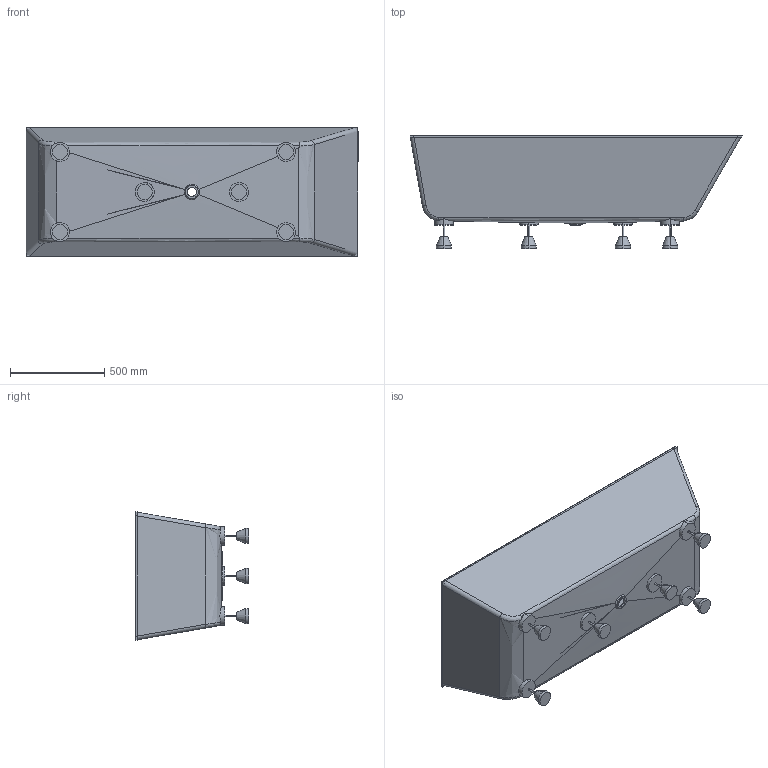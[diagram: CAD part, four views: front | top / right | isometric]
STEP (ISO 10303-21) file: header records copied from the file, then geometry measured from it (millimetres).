
FILE_DESCRIPTION (( 'STEP AP214' ), '1' );
FILE_NAME ('BO-6.STEP', '2018-04-13T11:30:24', ( 'Admin' ), ( '' ), 'SwSTEP 2.0', 'SolidWorks 2017', '' );
FILE_SCHEMA (( 'AUTOMOTIVE_DESIGN' ));
Length unit declared in the file: millimetre
Products named in the file (1): BO-6
Bounding box: 1761.69 x 600 x 680.3 mm (x, y, z)
Volume: 29729153.3 mm3; surface area: 5814355.7 mm2
Topology: 2 solids, 2 shells, 132 faces, 320 edges, 206 vertices
Faces by surface type: cylinder 48, plane 38, bspline 34, cone 12
Entity records: 11341 total; most frequent: CARTESIAN_POINT 8507, ORIENTED_EDGE 640, DIRECTION 470, EDGE_CURVE 320, VERTEX_POINT 206, AXIS2_PLACEMENT_3D 183, EDGE_LOOP 150, ADVANCED_FACE 132
